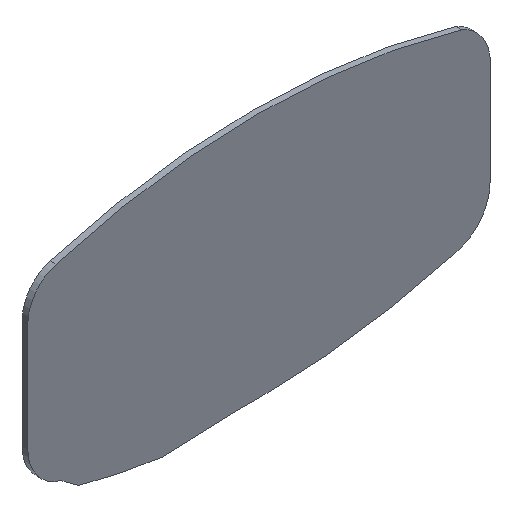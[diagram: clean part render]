
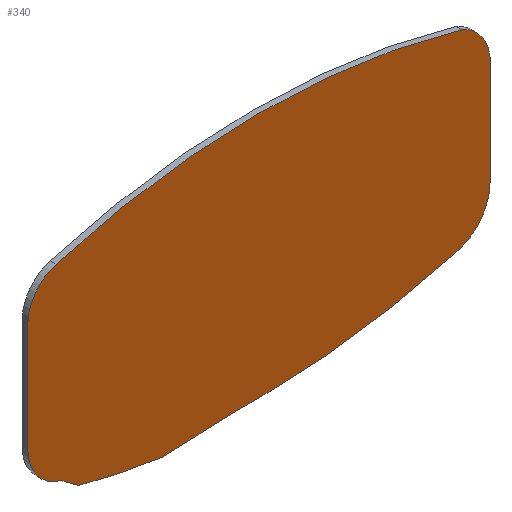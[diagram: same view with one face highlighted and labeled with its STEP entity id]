
A CAD part, isometric view. The second image highlights one B-rep face of the part: STEP entity #340.
In plain terms, the highlighted planar face has unit normal (0, -1, 0).
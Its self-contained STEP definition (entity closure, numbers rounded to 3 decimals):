
#10 = DIRECTION ( 'NONE',  ( 0., 0., 1. ) ) ;
#11 = LINE ( 'NONE', #470, #414 ) ;
#14 = VERTEX_POINT ( 'NONE', #378 ) ;
#21 = ORIENTED_EDGE ( 'NONE', *, *, #288, .F. ) ;
#22 = EDGE_CURVE ( 'NONE', #214, #133, #319, .T. ) ;
#34 = DIRECTION ( 'NONE',  ( 0., 0., -1. ) ) ;
#36 = FACE_OUTER_BOUND ( 'NONE', #289, .T. ) ;
#40 = DIRECTION ( 'NONE',  ( 0., 1., 0. ) ) ;
#45 = DIRECTION ( 'NONE',  ( 0., 0., -1. ) ) ;
#50 = AXIS2_PLACEMENT_3D ( 'NONE', #440, #494, #10 ) ;
#54 = EDGE_CURVE ( 'NONE', #453, #464, #230, .T. ) ;
#58 = AXIS2_PLACEMENT_3D ( 'NONE', #393, #72, #394 ) ;
#60 = VERTEX_POINT ( 'NONE', #325 ) ;
#64 = ORIENTED_EDGE ( 'NONE', *, *, #97, .F. ) ;
#67 = CIRCLE ( 'NONE', #50, 12.5 ) ;
#69 = VECTOR ( 'NONE', #34, 1000. ) ;
#72 = DIRECTION ( 'NONE',  ( 0., -1., 0. ) ) ;
#73 = VERTEX_POINT ( 'NONE', #513 ) ;
#79 = DIRECTION ( 'NONE',  ( 0., 1., 0. ) ) ;
#82 = CARTESIAN_POINT ( 'NONE',  ( -26.537, 0., -35.244 ) ) ;
#83 = ORIENTED_EDGE ( 'NONE', *, *, #54, .F. ) ;
#86 = DIRECTION ( 'NONE',  ( 0., 1., 0. ) ) ;
#97 = EDGE_CURVE ( 'NONE', #416, #14, #281, .T. ) ;
#99 = VECTOR ( 'NONE', #181, 1000. ) ;
#105 = EDGE_CURVE ( 'NONE', #324, #60, #67, .T. ) ;
#109 = CIRCLE ( 'NONE', #247, 12.5 ) ;
#116 = DIRECTION ( 'NONE',  ( 0., 0., -1. ) ) ;
#127 = CARTESIAN_POINT ( 'NONE',  ( -26.537, 0., -35.244 ) ) ;
#133 = VERTEX_POINT ( 'NONE', #175 ) ;
#142 = DIRECTION ( 'NONE',  ( 0., 0., 1. ) ) ;
#149 = AXIS2_PLACEMENT_3D ( 'NONE', #282, #86, #323 ) ;
#161 = DIRECTION ( 'NONE',  ( 0., 1., 0. ) ) ;
#164 = ORIENTED_EDGE ( 'NONE', *, *, #237, .F. ) ;
#165 = ORIENTED_EDGE ( 'NONE', *, *, #339, .F. ) ;
#175 = CARTESIAN_POINT ( 'NONE',  ( 55.715, 0., 25.285 ) ) ;
#176 = LINE ( 'NONE', #258, #69 ) ;
#178 = AXIS2_PLACEMENT_3D ( 'NONE', #268, #40, #313 ) ;
#179 = CIRCLE ( 'NONE', #149, 198.88 ) ;
#180 = ORIENTED_EDGE ( 'NONE', *, *, #506, .F. ) ;
#181 = DIRECTION ( 'NONE',  ( -0.986, 0., 0.169 ) ) ;
#194 = DIRECTION ( 'NONE',  ( -0.999, 0., -0.04 ) ) ;
#195 = CARTESIAN_POINT ( 'NONE',  ( 63.5, 0., 14.885 ) ) ;
#198 = DIRECTION ( 'NONE',  ( 0., 1., 0. ) ) ;
#199 = CARTESIAN_POINT ( 'NONE',  ( 51.058, 0., 13.685 ) ) ;
#204 = CARTESIAN_POINT ( 'NONE',  ( -51., 0., -14.885 ) ) ;
#206 = CARTESIAN_POINT ( 'NONE',  ( 0., 0., -34.498 ) ) ;
#214 = VERTEX_POINT ( 'NONE', #253 ) ;
#215 = LINE ( 'NONE', #346, #419 ) ;
#228 = AXIS2_PLACEMENT_3D ( 'NONE', #361, #198, #357 ) ;
#230 = LINE ( 'NONE', #255, #297 ) ;
#235 = CARTESIAN_POINT ( 'NONE',  ( 63.5, 0., -14.885 ) ) ;
#237 = EDGE_CURVE ( 'NONE', #60, #433, #179, .T. ) ;
#240 = CIRCLE ( 'NONE', #178, 10.84 ) ;
#245 = ORIENTED_EDGE ( 'NONE', *, *, #413, .F. ) ;
#247 = AXIS2_PLACEMENT_3D ( 'NONE', #204, #79, #45 ) ;
#252 = VERTEX_POINT ( 'NONE', #127 ) ;
#253 = CARTESIAN_POINT ( 'NONE',  ( -55.715, 0., 25.285 ) ) ;
#255 = CARTESIAN_POINT ( 'NONE',  ( -63.5, 0., -14.885 ) ) ;
#258 = CARTESIAN_POINT ( 'NONE',  ( 63.5, 0., -14.885 ) ) ;
#268 = CARTESIAN_POINT ( 'NONE',  ( -52.66, 0., 14.885 ) ) ;
#269 = ORIENTED_EDGE ( 'NONE', *, *, #333, .F. ) ;
#281 = LINE ( 'NONE', #379, #385 ) ;
#282 = CARTESIAN_POINT ( 'NONE',  ( 0., 0., 164.382 ) ) ;
#285 = ORIENTED_EDGE ( 'NONE', *, *, #22, .F. ) ;
#288 = EDGE_CURVE ( 'NONE', #510, #252, #215, .T. ) ;
#289 = EDGE_LOOP ( 'NONE', ( #245, #401, #64, #503, #21, #462, #164, #382, #180, #269, #285, #165, #83 ) ) ;
#297 = VECTOR ( 'NONE', #142, 1000. ) ;
#304 = AXIS2_PLACEMENT_3D ( 'NONE', #480, #161, #356 ) ;
#305 = CARTESIAN_POINT ( 'NONE',  ( -38.332, 0., -33.225 ) ) ;
#313 = DIRECTION ( 'NONE',  ( 0., 0., 1. ) ) ;
#319 = CIRCLE ( 'NONE', #228, 197.681 ) ;
#323 = DIRECTION ( 'NONE',  ( 0., 0., -1. ) ) ;
#324 = VERTEX_POINT ( 'NONE', #235 ) ;
#325 = CARTESIAN_POINT ( 'NONE',  ( 54.42, 0., -26.908 ) ) ;
#333 = EDGE_CURVE ( 'NONE', #133, #338, #478, .T. ) ;
#338 = VERTEX_POINT ( 'NONE', #195 ) ;
#339 = EDGE_CURVE ( 'NONE', #464, #214, #240, .T. ) ;
#340 = ADVANCED_FACE ( 'NONE', ( #36 ), #435, .T. ) ;
#346 = CARTESIAN_POINT ( 'NONE',  ( -5.901, 0., -34.411 ) ) ;
#347 = DIRECTION ( 'NONE',  ( 0., 1., 0. ) ) ;
#352 = DIRECTION ( 'NONE',  ( -0.972, 0., 0.235 ) ) ;
#356 = DIRECTION ( 'NONE',  ( 0., 0., -1. ) ) ;
#357 = DIRECTION ( 'NONE',  ( 0., 0., 1. ) ) ;
#361 = CARTESIAN_POINT ( 'NONE',  ( 0., 0., -164.382 ) ) ;
#362 = AXIS2_PLACEMENT_3D ( 'NONE', #199, #347, #116 ) ;
#378 = CARTESIAN_POINT ( 'NONE',  ( -49.51, 0., -30.523 ) ) ;
#379 = CARTESIAN_POINT ( 'NONE',  ( -38.332, 0., -33.225 ) ) ;
#382 = ORIENTED_EDGE ( 'NONE', *, *, #105, .F. ) ;
#385 = VECTOR ( 'NONE', #352, 1000. ) ;
#393 = CARTESIAN_POINT ( 'NONE',  ( -51., 0., -14.885 ) ) ;
#394 = DIRECTION ( 'NONE',  ( 0., 0., -1. ) ) ;
#401 = ORIENTED_EDGE ( 'NONE', *, *, #404, .F. ) ;
#404 = EDGE_CURVE ( 'NONE', #14, #73, #11, .T. ) ;
#405 = CIRCLE ( 'NONE', #304, 198.88 ) ;
#413 = EDGE_CURVE ( 'NONE', #73, #453, #109, .T. ) ;
#414 = VECTOR ( 'NONE', #422, 1000. ) ;
#416 = VERTEX_POINT ( 'NONE', #305 ) ;
#419 = VECTOR ( 'NONE', #194, 1000. ) ;
#422 = DIRECTION ( 'NONE',  ( -0.805, 0., 0.593 ) ) ;
#425 = EDGE_CURVE ( 'NONE', #252, #416, #498, .T. ) ;
#429 = CARTESIAN_POINT ( 'NONE',  ( -63.5, 0., -14.885 ) ) ;
#433 = VERTEX_POINT ( 'NONE', #206 ) ;
#435 = PLANE ( 'NONE',  #58 ) ;
#440 = CARTESIAN_POINT ( 'NONE',  ( 51., 0., -14.885 ) ) ;
#453 = VERTEX_POINT ( 'NONE', #429 ) ;
#458 = EDGE_CURVE ( 'NONE', #433, #510, #405, .T. ) ;
#462 = ORIENTED_EDGE ( 'NONE', *, *, #458, .F. ) ;
#464 = VERTEX_POINT ( 'NONE', #471 ) ;
#470 = CARTESIAN_POINT ( 'NONE',  ( -49.51, 0., -30.523 ) ) ;
#471 = CARTESIAN_POINT ( 'NONE',  ( -63.5, 0., 14.885 ) ) ;
#478 = CIRCLE ( 'NONE', #362, 12.5 ) ;
#480 = CARTESIAN_POINT ( 'NONE',  ( 0., 0., 164.382 ) ) ;
#494 = DIRECTION ( 'NONE',  ( 0., 1., 0. ) ) ;
#498 = LINE ( 'NONE', #82, #99 ) ;
#503 = ORIENTED_EDGE ( 'NONE', *, *, #425, .F. ) ;
#506 = EDGE_CURVE ( 'NONE', #338, #324, #176, .T. ) ;
#510 = VERTEX_POINT ( 'NONE', #511 ) ;
#511 = CARTESIAN_POINT ( 'NONE',  ( -5.901, 0., -34.411 ) ) ;
#513 = CARTESIAN_POINT ( 'NONE',  ( -54.42, 0., -26.908 ) ) ;
